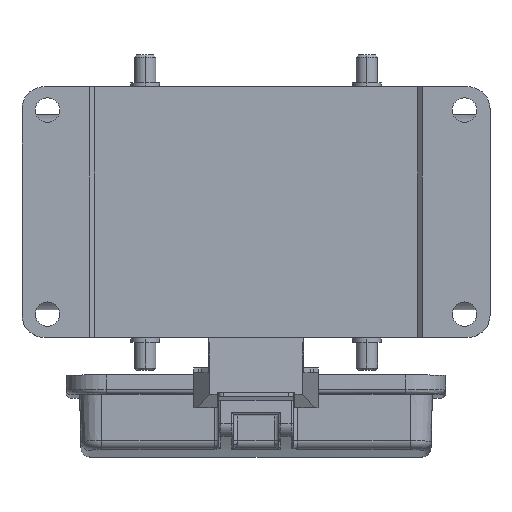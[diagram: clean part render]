
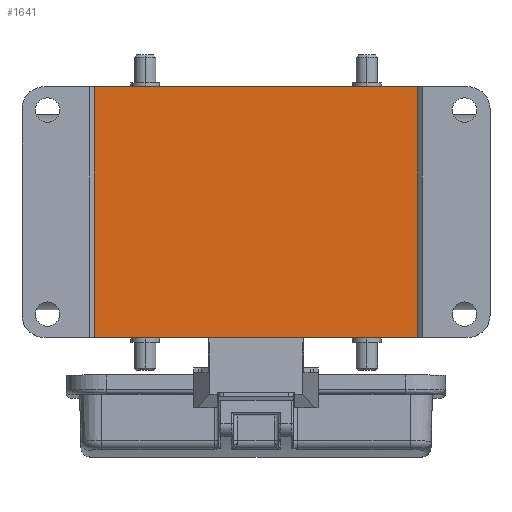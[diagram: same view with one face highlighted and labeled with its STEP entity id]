
A CAD part, top view. The second image highlights one B-rep face of the part: STEP entity #1641.
In plain terms, the highlighted planar face has unit normal (0, 0, 1).
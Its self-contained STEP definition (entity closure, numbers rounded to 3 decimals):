
#583=FACE_OUTER_BOUND('',#2850,.T.);
#1641=ADVANCED_FACE('NONE',(#583),#2135,.F.);
#2135=PLANE('',#11081);
#2850=EDGE_LOOP('',(#4247,#4248,#4249,#4250));
#4247=ORIENTED_EDGE('',*,*,#8017,.F.);
#4248=ORIENTED_EDGE('',*,*,#8018,.F.);
#4249=ORIENTED_EDGE('',*,*,#7987,.F.);
#4250=ORIENTED_EDGE('',*,*,#8019,.F.);
#6804=VERTEX_POINT('',#16791);
#6805=VERTEX_POINT('',#16793);
#6829=VERTEX_POINT('',#16858);
#6830=VERTEX_POINT('',#16859);
#7987=EDGE_CURVE('NONE',#6804,#6805,#9288,.T.);
#8017=EDGE_CURVE('NONE',#6829,#6830,#9303,.T.);
#8018=EDGE_CURVE('NONE',#6805,#6829,#9304,.T.);
#8019=EDGE_CURVE('NONE',#6830,#6804,#9305,.T.);
#9288=LINE('',#16792,#10137);
#9303=LINE('',#16857,#10152);
#9304=LINE('',#16860,#10153);
#9305=LINE('',#16861,#10154);
#10137=VECTOR('',#12661,1.);
#10152=VECTOR('',#12716,1.);
#10153=VECTOR('',#12717,1.);
#10154=VECTOR('',#12718,1.);
#11081=AXIS2_PLACEMENT_3D('',#16862,#12719,#12720);
#12661=DIRECTION('',(1.,0.,0.));
#12716=DIRECTION('',(-1.,0.,0.));
#12717=DIRECTION('',(0.,-1.,0.));
#12718=DIRECTION('',(0.,1.,0.));
#12719=DIRECTION('',(0.,0.,-1.));
#12720=DIRECTION('',(-1.,0.,0.));
#16791=CARTESIAN_POINT('',(-36.5,28.25,-1.));
#16792=CARTESIAN_POINT('',(0.,28.25,-1.));
#16793=CARTESIAN_POINT('',(36.5,28.25,-1.));
#16857=CARTESIAN_POINT('',(-36.5,-28.25,-1.));
#16858=CARTESIAN_POINT('',(36.5,-28.25,-1.));
#16859=CARTESIAN_POINT('',(-36.5,-28.25,-1.));
#16860=CARTESIAN_POINT('',(36.5,-28.,-1.));
#16861=CARTESIAN_POINT('',(-36.5,-28.,-1.));
#16862=CARTESIAN_POINT('',(-36.5,-28.,-1.));
